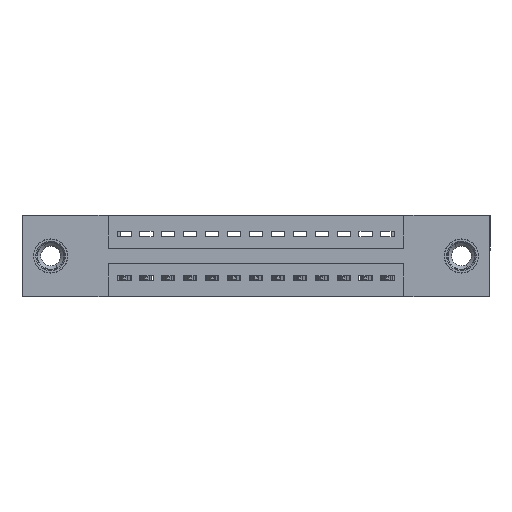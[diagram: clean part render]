
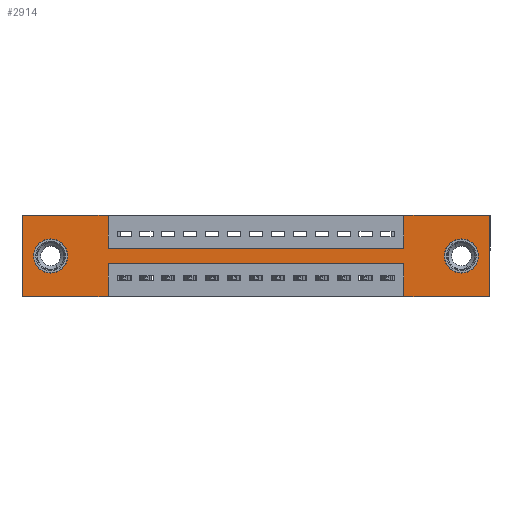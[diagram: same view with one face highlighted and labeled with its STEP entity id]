
A CAD part, front view. The second image highlights one B-rep face of the part: STEP entity #2914.
In plain terms, the highlighted planar face has unit normal (0, -1, 0).
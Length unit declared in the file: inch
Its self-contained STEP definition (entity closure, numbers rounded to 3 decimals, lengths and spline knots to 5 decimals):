
#279 = ORIENTED_EDGE ( 'NONE', *, *, #7547, .F. ) ;
#512 = VECTOR ( 'NONE', #15682, 39.37008 ) ;
#577 = DIRECTION ( 'NONE',  ( -1., 0., 0. ) ) ;
#643 = DIRECTION ( 'NONE',  ( -1., 0., 0. ) ) ;
#723 = VERTEX_POINT ( 'NONE', #12383 ) ;
#779 = EDGE_CURVE ( 'NONE', #13084, #10013, #10224, .T. ) ;
#963 = CARTESIAN_POINT ( 'NONE',  ( 0.13, 0., -0.185 ) ) ;
#965 = VECTOR ( 'NONE', #17518, 39.37008 ) ;
#972 = DIRECTION ( 'NONE',  ( 0., 1., 0. ) ) ;
#1150 = DIRECTION ( 'NONE',  ( 0., 0., 1. ) ) ;
#1569 = CARTESIAN_POINT ( 'NONE',  ( 1.7425, 0., -0.15 ) ) ;
#1596 = CARTESIAN_POINT ( 'NONE',  ( 2.005, 0., -0.185 ) ) ;
#1644 = LINE ( 'NONE', #12486, #15207 ) ;
#1662 = DIRECTION ( 'NONE',  ( 1., 0., 0. ) ) ;
#1822 = EDGE_CURVE ( 'NONE', #12356, #10320, #3889, .T. ) ;
#1867 = AXIS2_PLACEMENT_3D ( 'NONE', #15186, #16746, #9744 ) ;
#1982 = LINE ( 'NONE', #10102, #12479 ) ;
#2403 = CARTESIAN_POINT ( 'NONE',  ( 2.135, 0., -0.37 ) ) ;
#2437 = EDGE_CURVE ( 'NONE', #10013, #13084, #13470, .T. ) ;
#2559 = VECTOR ( 'NONE', #577, 39.37008 ) ;
#2638 = VERTEX_POINT ( 'NONE', #2403 ) ;
#2692 = CARTESIAN_POINT ( 'NONE',  ( 0., 0., 0. ) ) ;
#2736 = VECTOR ( 'NONE', #6087, 39.37008 ) ;
#2761 = ORIENTED_EDGE ( 'NONE', *, *, #2437, .T. ) ;
#2872 = EDGE_CURVE ( 'NONE', #2638, #7413, #1644, .T. ) ;
#2914 = ADVANCED_FACE ( 'NONE', ( #12575, #4987, #12126 ), #15253, .T. ) ;
#2958 = CARTESIAN_POINT ( 'NONE',  ( 0., 0., 0. ) ) ;
#2975 = EDGE_CURVE ( 'NONE', #16338, #3553, #4313, .T. ) ;
#3037 = EDGE_CURVE ( 'NONE', #11749, #17560, #4767, .T. ) ;
#3081 = DIRECTION ( 'NONE',  ( 0., 0., -1. ) ) ;
#3470 = ORIENTED_EDGE ( 'NONE', *, *, #7145, .T. ) ;
#3553 = VERTEX_POINT ( 'NONE', #6102 ) ;
#3721 = VERTEX_POINT ( 'NONE', #10575 ) ;
#3841 = DIRECTION ( 'NONE',  ( 0., 0., -1. ) ) ;
#3889 = LINE ( 'NONE', #7836, #16156 ) ;
#3972 = CARTESIAN_POINT ( 'NONE',  ( 2.135, 0., 0. ) ) ;
#4263 = ORIENTED_EDGE ( 'NONE', *, *, #2975, .F. ) ;
#4313 = LINE ( 'NONE', #15569, #512 ) ;
#4570 = ORIENTED_EDGE ( 'NONE', *, *, #18311, .F. ) ;
#4764 = VECTOR ( 'NONE', #1662, 39.37008 ) ;
#4767 = LINE ( 'NONE', #13165, #2736 ) ;
#4941 = CARTESIAN_POINT ( 'NONE',  ( 0.13, 0., -0.263 ) ) ;
#4987 = FACE_BOUND ( 'NONE', #10534, .T. ) ;
#5024 = CARTESIAN_POINT ( 'NONE',  ( 0.3925, 0., -0.22 ) ) ;
#5123 = ORIENTED_EDGE ( 'NONE', *, *, #10884, .F. ) ;
#5772 = VECTOR ( 'NONE', #1150, 39.37008 ) ;
#6087 = DIRECTION ( 'NONE',  ( 0., 0., -1. ) ) ;
#6102 = CARTESIAN_POINT ( 'NONE',  ( 0.3925, 0., 0. ) ) ;
#6225 = VECTOR ( 'NONE', #3841, 39.37008 ) ;
#6294 = CARTESIAN_POINT ( 'NONE',  ( 0., 0., -0.37 ) ) ;
#6745 = ORIENTED_EDGE ( 'NONE', *, *, #2872, .F. ) ;
#6835 = EDGE_LOOP ( 'NONE', ( #3470, #7462 ) ) ;
#7108 = EDGE_CURVE ( 'NONE', #17370, #12572, #17658, .T. ) ;
#7145 = EDGE_CURVE ( 'NONE', #11515, #12344, #7221, .T. ) ;
#7183 = CARTESIAN_POINT ( 'NONE',  ( 1.7425, 0., -0.37 ) ) ;
#7221 = CIRCLE ( 'NONE', #18173, 0.078 ) ;
#7410 = CARTESIAN_POINT ( 'NONE',  ( 0., 0., 0. ) ) ;
#7413 = VERTEX_POINT ( 'NONE', #7183 ) ;
#7438 = LINE ( 'NONE', #5024, #8081 ) ;
#7462 = ORIENTED_EDGE ( 'NONE', *, *, #11421, .T. ) ;
#7547 = EDGE_CURVE ( 'NONE', #723, #11749, #7438, .T. ) ;
#7639 = AXIS2_PLACEMENT_3D ( 'NONE', #16585, #972, #9404 ) ;
#7836 = CARTESIAN_POINT ( 'NONE',  ( 0.3925, 0., -0.15 ) ) ;
#7916 = ORIENTED_EDGE ( 'NONE', *, *, #7108, .F. ) ;
#7935 = ORIENTED_EDGE ( 'NONE', *, *, #9954, .F. ) ;
#7977 = CIRCLE ( 'NONE', #14169, 0.078 ) ;
#8081 = VECTOR ( 'NONE', #643, 39.37008 ) ;
#8362 = CARTESIAN_POINT ( 'NONE',  ( 2.135, 0., 0. ) ) ;
#8701 = ORIENTED_EDGE ( 'NONE', *, *, #3037, .F. ) ;
#8713 = ORIENTED_EDGE ( 'NONE', *, *, #16077, .F. ) ;
#8726 = CARTESIAN_POINT ( 'NONE',  ( 1.7425, 0., 0. ) ) ;
#9029 = DIRECTION ( 'NONE',  ( 1., 0., 0. ) ) ;
#9404 = DIRECTION ( 'NONE',  ( 0., 0., 1. ) ) ;
#9547 = EDGE_CURVE ( 'NONE', #7413, #723, #1982, .T. ) ;
#9577 = CARTESIAN_POINT ( 'NONE',  ( 2.005, 0., -0.185 ) ) ;
#9744 = DIRECTION ( 'NONE',  ( 0., 0., -1. ) ) ;
#9954 = EDGE_CURVE ( 'NONE', #12572, #2638, #13737, .T. ) ;
#10013 = VERTEX_POINT ( 'NONE', #10204 ) ;
#10018 = DIRECTION ( 'NONE',  ( 0., 0., 1. ) ) ;
#10024 = ORIENTED_EDGE ( 'NONE', *, *, #9547, .F. ) ;
#10102 = CARTESIAN_POINT ( 'NONE',  ( 1.7425, 0., -0.37 ) ) ;
#10204 = CARTESIAN_POINT ( 'NONE',  ( 0.13, 0., -0.107 ) ) ;
#10224 = CIRCLE ( 'NONE', #13082, 0.078 ) ;
#10320 = VERTEX_POINT ( 'NONE', #1569 ) ;
#10534 = EDGE_LOOP ( 'NONE', ( #2761, #17730 ) ) ;
#10575 = CARTESIAN_POINT ( 'NONE',  ( 0., 0., -0.37 ) ) ;
#10838 = VECTOR ( 'NONE', #13651, 39.37008 ) ;
#10884 = EDGE_CURVE ( 'NONE', #10320, #17370, #17523, .T. ) ;
#10945 = DIRECTION ( 'NONE',  ( 0., 1., 0. ) ) ;
#11067 = DIRECTION ( 'NONE',  ( 0., 1., 0. ) ) ;
#11138 = DIRECTION ( 'NONE',  ( 0., 0., -1. ) ) ;
#11421 = EDGE_CURVE ( 'NONE', #12344, #11515, #7977, .T. ) ;
#11515 = VERTEX_POINT ( 'NONE', #15917 ) ;
#11749 = VERTEX_POINT ( 'NONE', #12279 ) ;
#12126 = FACE_OUTER_BOUND ( 'NONE', #17150, .T. ) ;
#12165 = LINE ( 'NONE', #6294, #2559 ) ;
#12279 = CARTESIAN_POINT ( 'NONE',  ( 0.3925, 0., -0.22 ) ) ;
#12344 = VERTEX_POINT ( 'NONE', #17348 ) ;
#12356 = VERTEX_POINT ( 'NONE', #15639 ) ;
#12383 = CARTESIAN_POINT ( 'NONE',  ( 1.7425, 0., -0.22 ) ) ;
#12479 = VECTOR ( 'NONE', #12913, 39.37008 ) ;
#12486 = CARTESIAN_POINT ( 'NONE',  ( 0., 0., -0.37 ) ) ;
#12572 = VERTEX_POINT ( 'NONE', #8362 ) ;
#12575 = FACE_BOUND ( 'NONE', #6835, .T. ) ;
#12913 = DIRECTION ( 'NONE',  ( 0., 0., 1. ) ) ;
#13082 = AXIS2_PLACEMENT_3D ( 'NONE', #963, #10945, #10018 ) ;
#13084 = VERTEX_POINT ( 'NONE', #4941 ) ;
#13140 = CARTESIAN_POINT ( 'NONE',  ( 0.3925, 0., -0.37 ) ) ;
#13165 = CARTESIAN_POINT ( 'NONE',  ( 0.3925, 0., -0.37 ) ) ;
#13234 = CARTESIAN_POINT ( 'NONE',  ( 0.3925, 0., 0. ) ) ;
#13323 = LINE ( 'NONE', #2692, #5772 ) ;
#13470 = CIRCLE ( 'NONE', #7639, 0.078 ) ;
#13651 = DIRECTION ( 'NONE',  ( 0., 0., 1. ) ) ;
#13737 = LINE ( 'NONE', #3972, #6225 ) ;
#13946 = DIRECTION ( 'NONE',  ( -1., 0., 0. ) ) ;
#14169 = AXIS2_PLACEMENT_3D ( 'NONE', #9577, #11067, #11138 ) ;
#14419 = ORIENTED_EDGE ( 'NONE', *, *, #1822, .F. ) ;
#14951 = CARTESIAN_POINT ( 'NONE',  ( 1.7425, 0., 0. ) ) ;
#15186 = CARTESIAN_POINT ( 'NONE',  ( 0., 0., -0.37 ) ) ;
#15207 = VECTOR ( 'NONE', #13946, 39.37008 ) ;
#15253 = PLANE ( 'NONE',  #1867 ) ;
#15569 = CARTESIAN_POINT ( 'NONE',  ( 0., 0., 0. ) ) ;
#15639 = CARTESIAN_POINT ( 'NONE',  ( 0.3925, 0., -0.15 ) ) ;
#15682 = DIRECTION ( 'NONE',  ( 1., 0., 0. ) ) ;
#15782 = DIRECTION ( 'NONE',  ( 0., 1., 0. ) ) ;
#15917 = CARTESIAN_POINT ( 'NONE',  ( 2.005, 0., -0.107 ) ) ;
#16077 = EDGE_CURVE ( 'NONE', #3721, #16338, #13323, .T. ) ;
#16126 = LINE ( 'NONE', #13234, #965 ) ;
#16156 = VECTOR ( 'NONE', #9029, 39.37008 ) ;
#16338 = VERTEX_POINT ( 'NONE', #7410 ) ;
#16585 = CARTESIAN_POINT ( 'NONE',  ( 0.13, 0., -0.185 ) ) ;
#16746 = DIRECTION ( 'NONE',  ( 0., -1., 0. ) ) ;
#17150 = EDGE_LOOP ( 'NONE', ( #8701, #279, #10024, #6745, #7935, #7916, #5123, #14419, #4570, #4263, #8713, #17308 ) ) ;
#17308 = ORIENTED_EDGE ( 'NONE', *, *, #17622, .F. ) ;
#17348 = CARTESIAN_POINT ( 'NONE',  ( 2.005, 0., -0.263 ) ) ;
#17370 = VERTEX_POINT ( 'NONE', #8726 ) ;
#17518 = DIRECTION ( 'NONE',  ( 0., 0., -1. ) ) ;
#17523 = LINE ( 'NONE', #14951, #10838 ) ;
#17560 = VERTEX_POINT ( 'NONE', #13140 ) ;
#17622 = EDGE_CURVE ( 'NONE', #17560, #3721, #12165, .T. ) ;
#17658 = LINE ( 'NONE', #2958, #4764 ) ;
#17730 = ORIENTED_EDGE ( 'NONE', *, *, #779, .T. ) ;
#18173 = AXIS2_PLACEMENT_3D ( 'NONE', #1596, #15782, #3081 ) ;
#18311 = EDGE_CURVE ( 'NONE', #3553, #12356, #16126, .T. ) ;
